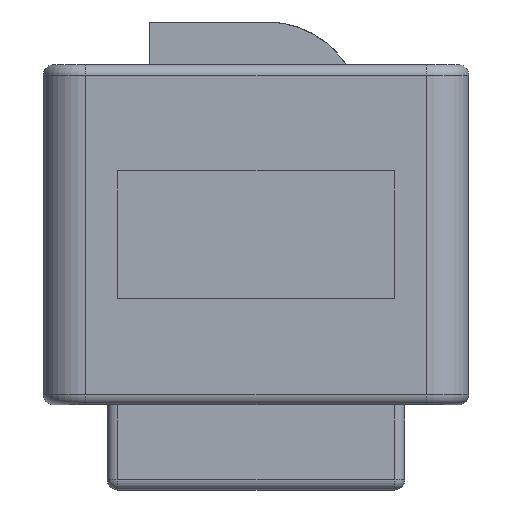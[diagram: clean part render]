
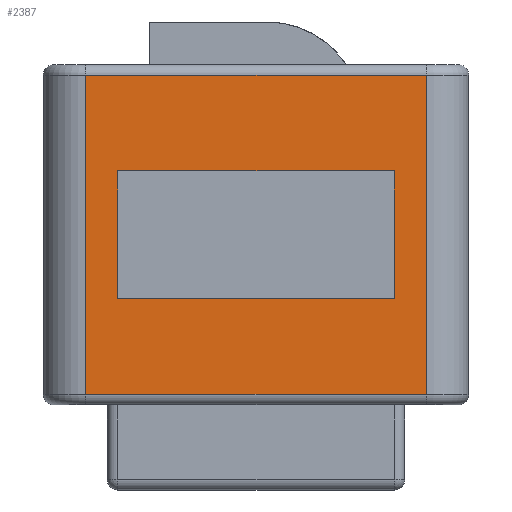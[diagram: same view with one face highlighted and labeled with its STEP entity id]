
A CAD part, front view. The second image highlights one B-rep face of the part: STEP entity #2387.
In plain terms, the highlighted planar face has unit normal (0, -1, 0).
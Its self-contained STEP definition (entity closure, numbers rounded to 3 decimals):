
#451 = CARTESIAN_POINT ( 'NONE',  ( -8., -10., 7.5 ) ) ;
#456 = CARTESIAN_POINT ( 'NONE',  ( 6.5, -10., -3. ) ) ;
#487 = CARTESIAN_POINT ( 'NONE',  ( 8., -10., 7.5 ) ) ;
#488 = CARTESIAN_POINT ( 'NONE',  ( 8., -10., -7.5 ) ) ;
#490 = CARTESIAN_POINT ( 'NONE',  ( -8., -10., -7.5 ) ) ;
#494 = CARTESIAN_POINT ( 'NONE',  ( -6.5, -10., -3. ) ) ;
#499 = CARTESIAN_POINT ( 'NONE',  ( -6.5, -10., 3. ) ) ;
#500 = CARTESIAN_POINT ( 'NONE',  ( 6.5, -10., 3. ) ) ;
#518 = CARTESIAN_POINT ( 'NONE',  ( 10., -10., -7.5 ) ) ;
#520 = DIRECTION ( 'NONE',  ( 1., 0., 0. ) ) ;
#535 = CARTESIAN_POINT ( 'NONE',  ( -6.5, -10., 3. ) ) ;
#536 = DIRECTION ( 'NONE',  ( 0., 0., -1. ) ) ;
#538 = DIRECTION ( 'NONE',  ( 0., 0., 1. ) ) ;
#542 = CARTESIAN_POINT ( 'NONE',  ( 6.5, -10., 3. ) ) ;
#554 = CARTESIAN_POINT ( 'NONE',  ( -6.5, -10., -3. ) ) ;
#555 = DIRECTION ( 'NONE',  ( 1., 0., 0. ) ) ;
#568 = CARTESIAN_POINT ( 'NONE',  ( 8., -10., 8. ) ) ;
#569 = DIRECTION ( 'NONE',  ( 0., 0., 1. ) ) ;
#581 = CARTESIAN_POINT ( 'NONE',  ( -8., -10., 8. ) ) ;
#582 = DIRECTION ( 'NONE',  ( 0., 0., -1. ) ) ;
#585 = CARTESIAN_POINT ( 'NONE',  ( -8., -10., 7.5 ) ) ;
#586 = DIRECTION ( 'NONE',  ( -1., 0., 0. ) ) ;
#634 = CARTESIAN_POINT ( 'NONE',  ( -6.5, -10., 3. ) ) ;
#635 = DIRECTION ( 'NONE',  ( -1., 0., 0. ) ) ;
#978 = LINE ( 'NONE', #581, #981 ) ;
#981 = VECTOR ( 'NONE', #582, 1000. ) ;
#982 = LINE ( 'NONE', #585, #985 ) ;
#985 = VECTOR ( 'NONE', #586, 1000. ) ;
#1012 = LINE ( 'NONE', #634, #1015 ) ;
#1015 = VECTOR ( 'NONE', #635, 1000. ) ;
#1126 = ORIENTED_EDGE ( 'NONE', *, *, #1886, .T. ) ;
#1127 = ORIENTED_EDGE ( 'NONE', *, *, #1894, .F. ) ;
#1169 = ORIENTED_EDGE ( 'NONE', *, *, #1937, .F. ) ;
#1171 = ORIENTED_EDGE ( 'NONE', *, *, #1898, .F. ) ;
#1173 = ORIENTED_EDGE ( 'NONE', *, *, #1909, .T. ) ;
#1174 = ORIENTED_EDGE ( 'NONE', *, *, #1917, .T. ) ;
#1265 = FACE_BOUND ( 'NONE', #1837, .T. ) ;
#1267 = FACE_OUTER_BOUND ( 'NONE', #1689, .T. ) ;
#1630 = CARTESIAN_POINT ( 'NONE',  ( 10., -10., 8. ) ) ;
#1634 = PLANE ( 'NONE',  #2487 ) ;
#1639 = DIRECTION ( 'NONE',  ( 0., 1., 0. ) ) ;
#1640 = DIRECTION ( 'NONE',  ( 0., 0., 1. ) ) ;
#1689 = EDGE_LOOP ( 'NONE', ( #2170, #1126, #1173, #1174 ) ) ;
#1821 = VERTEX_POINT ( 'NONE', #451 ) ;
#1826 = VERTEX_POINT ( 'NONE', #456 ) ;
#1837 = EDGE_LOOP ( 'NONE', ( #1169, #1171, #2153, #1127 ) ) ;
#1865 = VERTEX_POINT ( 'NONE', #487 ) ;
#1866 = VERTEX_POINT ( 'NONE', #488 ) ;
#1868 = VERTEX_POINT ( 'NONE', #490 ) ;
#1872 = VERTEX_POINT ( 'NONE', #494 ) ;
#1877 = VERTEX_POINT ( 'NONE', #499 ) ;
#1878 = VERTEX_POINT ( 'NONE', #500 ) ;
#1886 = EDGE_CURVE ( 'NONE', #1868, #1866, #2419, .T. ) ;
#1894 = EDGE_CURVE ( 'NONE', #1877, #1872, #2433, .T. ) ;
#1898 = EDGE_CURVE ( 'NONE', #1826, #1878, #2437, .T. ) ;
#1902 = EDGE_CURVE ( 'NONE', #1872, #1826, #2447, .T. ) ;
#1909 = EDGE_CURVE ( 'NONE', #1866, #1865, #2461, .T. ) ;
#1915 = EDGE_CURVE ( 'NONE', #1821, #1868, #978, .T. ) ;
#1917 = EDGE_CURVE ( 'NONE', #1865, #1821, #982, .T. ) ;
#1937 = EDGE_CURVE ( 'NONE', #1878, #1877, #1012, .T. ) ;
#2153 = ORIENTED_EDGE ( 'NONE', *, *, #1902, .F. ) ;
#2170 = ORIENTED_EDGE ( 'NONE', *, *, #1915, .T. ) ;
#2247 = VECTOR ( 'NONE', #569, 1000. ) ;
#2387 = ADVANCED_FACE ( 'NONE', ( #1265, #1267 ), #1634, .F. ) ;
#2419 = LINE ( 'NONE', #518, #2422 ) ;
#2422 = VECTOR ( 'NONE', #520, 1000. ) ;
#2433 = LINE ( 'NONE', #535, #2436 ) ;
#2436 = VECTOR ( 'NONE', #536, 1000. ) ;
#2437 = LINE ( 'NONE', #542, #2443 ) ;
#2443 = VECTOR ( 'NONE', #538, 1000. ) ;
#2447 = LINE ( 'NONE', #554, #2450 ) ;
#2450 = VECTOR ( 'NONE', #555, 1000. ) ;
#2461 = LINE ( 'NONE', #568, #2247 ) ;
#2487 = AXIS2_PLACEMENT_3D ( 'NONE', #1630, #1639, #1640 ) ;
